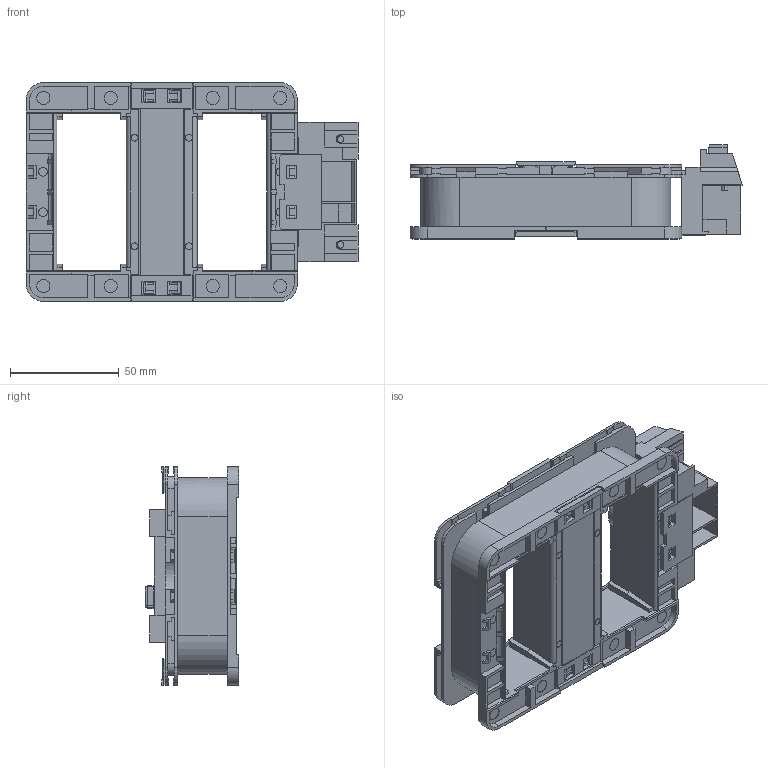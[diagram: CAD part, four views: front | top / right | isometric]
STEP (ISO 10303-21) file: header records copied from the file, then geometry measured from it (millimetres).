
FILE_DESCRIPTION (( 'STEP AP214' ), '1' );
FILE_NAME ('B3TY7563-0AU1.STEP', '2021-02-19T05:59:27', ( '' ), ( '' ), 'SwSTEP 2.0', 'SolidWorks 2017', '' );
FILE_SCHEMA (( 'AUTOMOTIVE_DESIGN' ));
Length unit declared in the file: millimetre
Products named in the file (1): B3TY7563-0AU1
Bounding box: 152.8 x 43.2 x 100.6 mm (x, y, z)
Volume: 197009.1 mm3; surface area: 74042.8 mm2
Topology: 1 solids, 1 shells, 1164 faces, 3257 edges, 2147 vertices
Faces by surface type: plane 1035, cylinder 129
Entity records: 36835 total; most frequent: CARTESIAN_POINT 6593, ORIENTED_EDGE 6514, DIRECTION 5835, EDGE_CURVE 3257, LINE 2993, VECTOR 2993, VERTEX_POINT 2147, AXIS2_PLACEMENT_3D 1421
